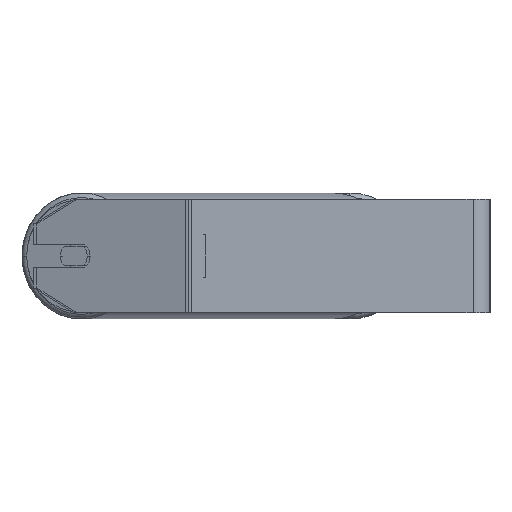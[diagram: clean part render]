
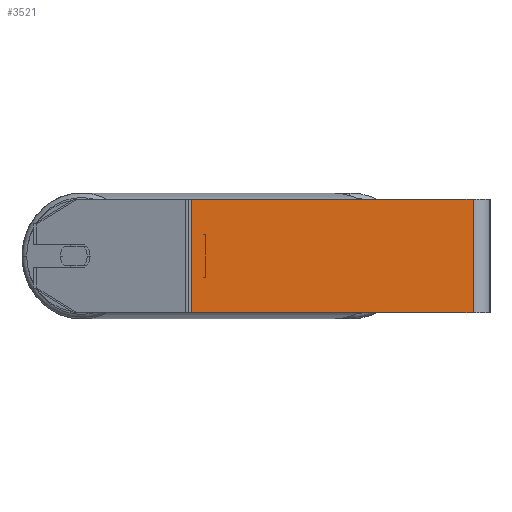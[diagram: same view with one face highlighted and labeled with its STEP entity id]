
A CAD part, left-side view. The second image highlights one B-rep face of the part: STEP entity #3521.
In plain terms, the highlighted planar face has unit normal (-1, 0, 0).
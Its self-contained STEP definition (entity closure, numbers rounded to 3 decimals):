
#293 = DIRECTION ( 'NONE',  ( 0., -1., 0. ) ) ;
#452 = VECTOR ( 'NONE', #293, 1000. ) ;
#474 = AXIS2_PLACEMENT_3D ( 'NONE', #1274, #526, #8091 ) ;
#526 = DIRECTION ( 'NONE',  ( 1., 0., 0. ) ) ;
#1274 = CARTESIAN_POINT ( 'NONE',  ( -840., 213.39, 40. ) ) ;
#1338 = VECTOR ( 'NONE', #2486, 1000. ) ;
#1558 = LINE ( 'NONE', #4257, #4559 ) ;
#1770 = VERTEX_POINT ( 'NONE', #7578 ) ;
#2010 = ORIENTED_EDGE ( 'NONE', *, *, #2116, .F. ) ;
#2116 = EDGE_CURVE ( 'NONE', #7287, #1770, #6229, .T. ) ;
#2131 = CARTESIAN_POINT ( 'NONE',  ( -840., 211.275, -40. ) ) ;
#2251 = CARTESIAN_POINT ( 'NONE',  ( -840., 213.39, 40. ) ) ;
#2279 = DIRECTION ( 'NONE',  ( 0., 0., -1. ) ) ;
#2486 = DIRECTION ( 'NONE',  ( 0., 0., -1. ) ) ;
#2543 = EDGE_CURVE ( 'NONE', #7287, #4457, #1558, .T. ) ;
#2664 = ORIENTED_EDGE ( 'NONE', *, *, #8297, .T. ) ;
#2728 = CARTESIAN_POINT ( 'NONE',  ( -840., 213.39, -40. ) ) ;
#3232 = EDGE_LOOP ( 'NONE', ( #2664, #5450, #2010, #4940 ) ) ;
#3521 = ADVANCED_FACE ( 'NONE', ( #5389 ), #4592, .F. ) ;
#4050 = LINE ( 'NONE', #2728, #8735 ) ;
#4257 = CARTESIAN_POINT ( 'NONE',  ( -840., 211.275, 40. ) ) ;
#4457 = VERTEX_POINT ( 'NONE', #2131 ) ;
#4559 = VECTOR ( 'NONE', #2279, 1000. ) ;
#4592 = PLANE ( 'NONE',  #474 ) ;
#4758 = DIRECTION ( 'NONE',  ( 0., -1., 0. ) ) ;
#4940 = ORIENTED_EDGE ( 'NONE', *, *, #2543, .T. ) ;
#5389 = FACE_OUTER_BOUND ( 'NONE', #3232, .T. ) ;
#5450 = ORIENTED_EDGE ( 'NONE', *, *, #6268, .F. ) ;
#6229 = LINE ( 'NONE', #2251, #452 ) ;
#6268 = EDGE_CURVE ( 'NONE', #1770, #6496, #6597, .T. ) ;
#6496 = VERTEX_POINT ( 'NONE', #7652 ) ;
#6597 = LINE ( 'NONE', #8550, #1338 ) ;
#7287 = VERTEX_POINT ( 'NONE', #8294 ) ;
#7578 = CARTESIAN_POINT ( 'NONE',  ( -840., 12., 40. ) ) ;
#7652 = CARTESIAN_POINT ( 'NONE',  ( -840., 12., -40. ) ) ;
#8091 = DIRECTION ( 'NONE',  ( 0., 0., -1. ) ) ;
#8294 = CARTESIAN_POINT ( 'NONE',  ( -840., 211.275, 40. ) ) ;
#8297 = EDGE_CURVE ( 'NONE', #4457, #6496, #4050, .T. ) ;
#8550 = CARTESIAN_POINT ( 'NONE',  ( -840., 12., 40. ) ) ;
#8735 = VECTOR ( 'NONE', #4758, 1000. ) ;
